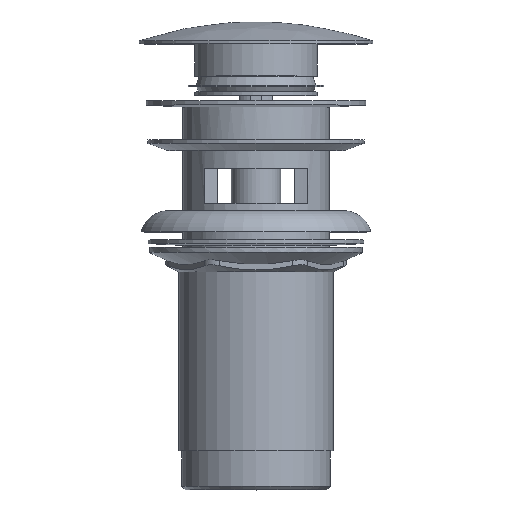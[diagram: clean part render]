
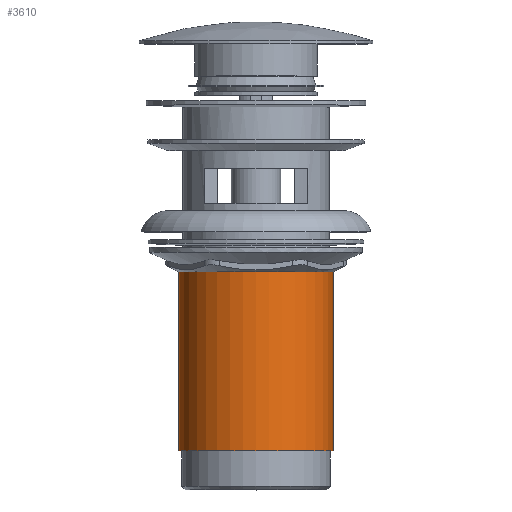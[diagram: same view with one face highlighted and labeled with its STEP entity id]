
A CAD part, top view. The second image highlights one B-rep face of the part: STEP entity #3610.
In plain terms, the highlighted cylindrical face has radius 21.75 mm (diameter 43.5 mm), a full revolution.
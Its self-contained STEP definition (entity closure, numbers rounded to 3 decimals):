
#97 = AXIS2_PLACEMENT_3D ( 'NONE', #806, #1472, #3971 ) ;
#129 = VERTEX_POINT ( 'NONE', #1263 ) ;
#141 = EDGE_CURVE ( 'NONE', #4460, #4460, #2977, .T. ) ;
#147 = DIRECTION ( 'NONE',  ( 0., -1., 0. ) ) ;
#212 = ORIENTED_EDGE ( 'NONE', *, *, #3138, .F. ) ;
#480 = FACE_OUTER_BOUND ( 'NONE', #4282, .T. ) ;
#806 = CARTESIAN_POINT ( 'NONE',  ( 0., 0., 0. ) ) ;
#1263 = CARTESIAN_POINT ( 'NONE',  ( 0., 11., -21.75 ) ) ;
#1472 = DIRECTION ( 'NONE',  ( 0., -1., 0. ) ) ;
#1574 = DIRECTION ( 'NONE',  ( 0., 0., -1. ) ) ;
#1609 = CYLINDRICAL_SURFACE ( 'NONE', #97, 21.75 ) ;
#1931 = EDGE_LOOP ( 'NONE', ( #4234 ) ) ;
#2016 = CARTESIAN_POINT ( 'NONE',  ( 0., 61.5, 21.75 ) ) ;
#2147 = AXIS2_PLACEMENT_3D ( 'NONE', #4412, #147, #1574 ) ;
#2548 = AXIS2_PLACEMENT_3D ( 'NONE', #2603, #3663, #4367 ) ;
#2603 = CARTESIAN_POINT ( 'NONE',  ( 0., 61.5, 0. ) ) ;
#2977 = CIRCLE ( 'NONE', #2548, 21.75 ) ;
#3138 = EDGE_CURVE ( 'NONE', #129, #129, #3242, .T. ) ;
#3242 = CIRCLE ( 'NONE', #2147, 21.75 ) ;
#3610 = ADVANCED_FACE ( 'NONE', ( #480, #4239 ), #1609, .T. ) ;
#3663 = DIRECTION ( 'NONE',  ( 0., 1., 0. ) ) ;
#3971 = DIRECTION ( 'NONE',  ( 0., 0., -1. ) ) ;
#4234 = ORIENTED_EDGE ( 'NONE', *, *, #141, .F. ) ;
#4239 = FACE_OUTER_BOUND ( 'NONE', #1931, .T. ) ;
#4282 = EDGE_LOOP ( 'NONE', ( #212 ) ) ;
#4367 = DIRECTION ( 'NONE',  ( 0., 0., 1. ) ) ;
#4412 = CARTESIAN_POINT ( 'NONE',  ( 0., 11., 0. ) ) ;
#4460 = VERTEX_POINT ( 'NONE', #2016 ) ;
